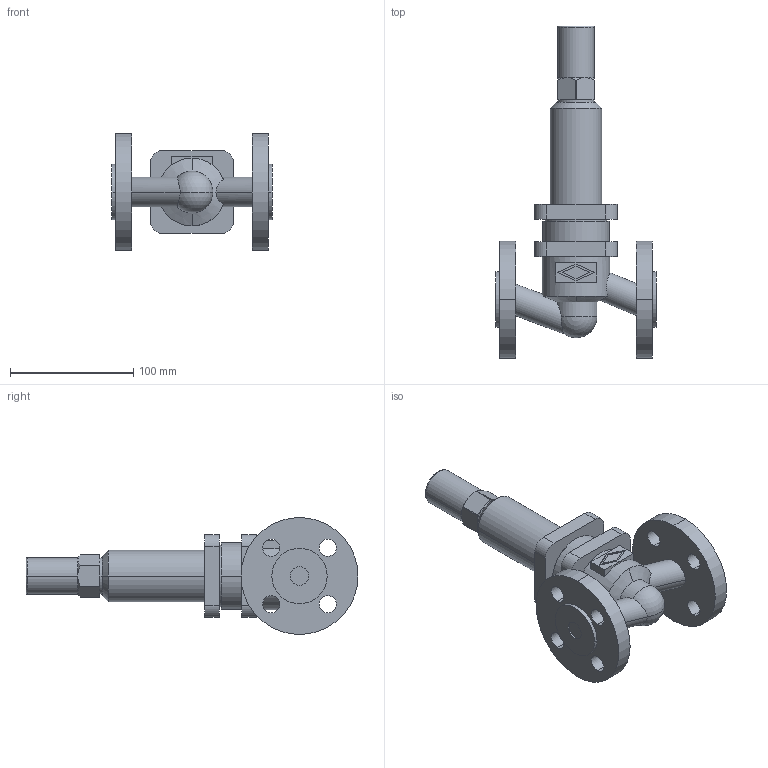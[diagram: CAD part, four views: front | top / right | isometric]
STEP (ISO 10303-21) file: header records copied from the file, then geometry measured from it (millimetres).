
FILE_DESCRIPTION(('OneSpaceDesigner STEP Export'),'2;1');
FILE_NAME('c000004501.stp','2010-12-01T 9:33:19',(''),(''),'OneSpace Designer STEP processor for AP214 (Solid Model)','OneSpace Modeling 15.50B 03-Nov-2007 (C) CoCreate Software GmbH','');
FILE_SCHEMA(('AUTOMOTIVE_DESIGN { 1 0 10303 214 1 1 1 1 }'));
Length unit declared in the file: millimetre
Products named in the file (1): 1
Bounding box: 130 x 269.67 x 95 mm (x, y, z)
Volume: 618514.7 mm3; surface area: 89704.8 mm2
Topology: 1 solids, 1 shells, 125 faces, 305 edges, 195 vertices
Faces by surface type: cylinder 60, plane 50, cone 11, sphere 2, torus 2
Entity records: 4483 total; most frequent: CARTESIAN_POINT 736, ORIENTED_EDGE 606, DIRECTION 517, EDGE_CURVE 303, VERTEX_POINT 195, AXIS2_PLACEMENT_3D 189, EDGE_LOOP 156, VECTOR 139
